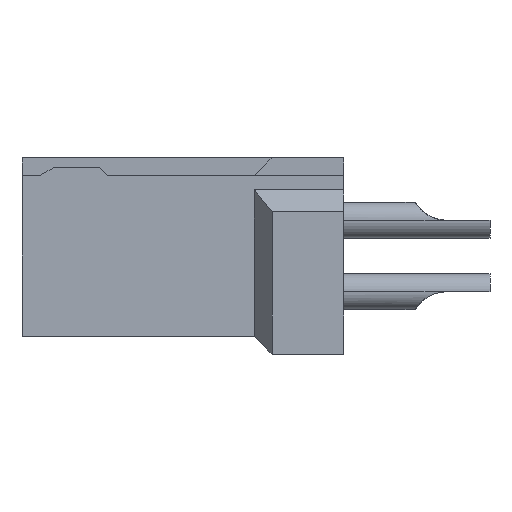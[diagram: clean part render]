
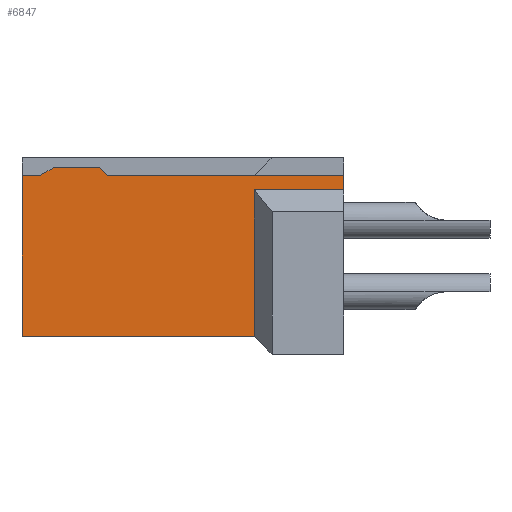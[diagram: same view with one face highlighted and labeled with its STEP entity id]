
A CAD part, left-side view. The second image highlights one B-rep face of the part: STEP entity #6847.
In plain terms, the highlighted planar face has unit normal (-1, 0, 0).
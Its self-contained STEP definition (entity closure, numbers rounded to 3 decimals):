
#21=DIRECTION('',(0.,0.,1.));
#22=VECTOR('',#21,0.4);
#23=CARTESIAN_POINT('',(-11.4,0.,1.85));
#24=LINE('',#23,#22);
#669=DIRECTION('',(0.,0.,-1.));
#670=VECTOR('',#669,4.5);
#671=CARTESIAN_POINT('',(-11.4,9.,2.25));
#672=LINE('',#671,#670);
#1045=DIRECTION('',(0.,-1.,0.));
#1046=VECTOR('',#1045,6.5);
#1047=CARTESIAN_POINT('',(-11.4,9.,-2.25));
#1048=LINE('',#1047,#1046);
#1409=DIRECTION('',(0.,0.866,-0.5));
#1410=VECTOR('',#1409,0.46);
#1411=CARTESIAN_POINT('',(-11.4,8.102,2.48));
#1412=LINE('',#1411,#1410);
#1413=DIRECTION('',(0.,-1.,0.));
#1414=VECTOR('',#1413,1.272);
#1415=CARTESIAN_POINT('',(-11.4,8.102,2.48));
#1416=LINE('',#1415,#1414);
#1417=DIRECTION('',(0.,0.707,0.707));
#1418=VECTOR('',#1417,0.325);
#1419=CARTESIAN_POINT('',(-11.4,6.6,2.25));
#1420=LINE('',#1419,#1418);
#1421=DIRECTION('',(0.,-1.,0.));
#1422=VECTOR('',#1421,6.6);
#1423=CARTESIAN_POINT('',(-11.4,6.6,2.25));
#1424=LINE('',#1423,#1422);
#1425=DIRECTION('',(0.,1.,0.));
#1426=VECTOR('',#1425,2.5);
#1427=CARTESIAN_POINT('',(-11.4,0.,1.85));
#1428=LINE('',#1427,#1426);
#1429=DIRECTION('',(0.,0.,-1.));
#1430=VECTOR('',#1429,4.1);
#1431=CARTESIAN_POINT('',(-11.4,2.5,1.85));
#1432=LINE('',#1431,#1430);
#1433=DIRECTION('',(0.,-1.,0.));
#1434=VECTOR('',#1433,0.5);
#1435=CARTESIAN_POINT('',(-11.4,9.,2.25));
#1436=LINE('',#1435,#1434);
#4267=CARTESIAN_POINT('',(-11.4,9.,2.25));
#4268=CARTESIAN_POINT('',(-11.4,9.,-2.25));
#4269=VERTEX_POINT('',#4267);
#4270=VERTEX_POINT('',#4268);
#4277=CARTESIAN_POINT('',(-11.4,0.,2.25));
#4279=VERTEX_POINT('',#4277);
#4295=CARTESIAN_POINT('',(-11.4,2.5,-2.25));
#4297=VERTEX_POINT('',#4295);
#4326=CARTESIAN_POINT('',(-11.4,2.5,1.85));
#4328=VERTEX_POINT('',#4326);
#4329=CARTESIAN_POINT('',(-11.4,0.,1.85));
#4330=VERTEX_POINT('',#4329);
#4357=CARTESIAN_POINT('',(-11.4,8.102,2.48));
#4358=CARTESIAN_POINT('',(-11.4,8.5,2.25));
#4359=VERTEX_POINT('',#4357);
#4360=VERTEX_POINT('',#4358);
#4373=CARTESIAN_POINT('',(-11.4,6.6,2.25));
#4374=CARTESIAN_POINT('',(-11.4,6.83,2.48));
#4375=VERTEX_POINT('',#4373);
#4376=VERTEX_POINT('',#4374);
#6827=CARTESIAN_POINT('',(-11.4,9.,2.25));
#6828=DIRECTION('',(1.,0.,0.));
#6829=DIRECTION('',(0.,0.,-1.));
#6830=AXIS2_PLACEMENT_3D('',#6827,#6828,#6829);
#6831=PLANE('',#6830);
#6833=ORIENTED_EDGE('',*,*,#6832,.F.);
#6835=ORIENTED_EDGE('',*,*,#6834,.T.);
#6837=ORIENTED_EDGE('',*,*,#6836,.F.);
#6838=ORIENTED_EDGE('',*,*,#5791,.T.);
#6839=ORIENTED_EDGE('',*,*,#5247,.F.);
#6840=ORIENTED_EDGE('',*,*,#6819,.T.);
#6841=ORIENTED_EDGE('',*,*,#6808,.T.);
#6842=ORIENTED_EDGE('',*,*,#6107,.F.);
#6843=ORIENTED_EDGE('',*,*,#5873,.F.);
#6844=ORIENTED_EDGE('',*,*,#5780,.T.);
#6845=EDGE_LOOP('',(#6833,#6835,#6837,#6838,#6839,#6840,#6841,#6842,#6843,
#6844));
#6846=FACE_OUTER_BOUND('',#6845,.F.);
#5247=EDGE_CURVE('',#4330,#4279,#24,.T.);
#5780=EDGE_CURVE('',#4269,#4360,#1436,.T.);
#5791=EDGE_CURVE('',#4375,#4279,#1424,.T.);
#5873=EDGE_CURVE('',#4269,#4270,#672,.T.);
#6107=EDGE_CURVE('',#4270,#4297,#1048,.T.);
#6808=EDGE_CURVE('',#4328,#4297,#1432,.T.);
#6819=EDGE_CURVE('',#4330,#4328,#1428,.T.);
#6832=EDGE_CURVE('',#4359,#4360,#1412,.T.);
#6834=EDGE_CURVE('',#4359,#4376,#1416,.T.);
#6836=EDGE_CURVE('',#4375,#4376,#1420,.T.);
#6847=ADVANCED_FACE('',(#6846),#6831,.F.);
